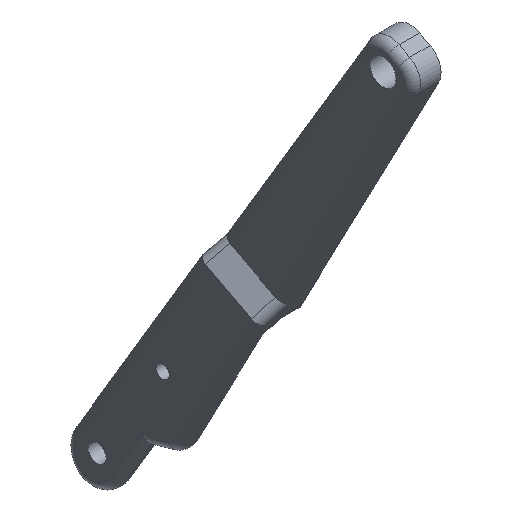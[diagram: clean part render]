
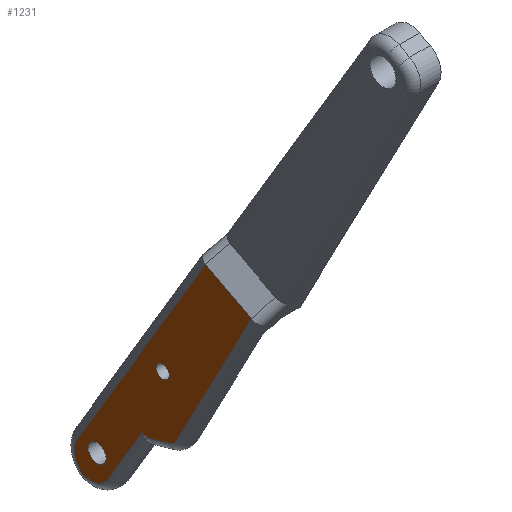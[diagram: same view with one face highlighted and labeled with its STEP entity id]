
A CAD part, isometric view. The second image highlights one B-rep face of the part: STEP entity #1231.
In plain terms, the highlighted planar face has unit normal (-1, 0, 0).
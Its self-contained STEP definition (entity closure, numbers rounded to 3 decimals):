
#37=FACE_BOUND('',#196,.T.);
#38=FACE_BOUND('',#197,.T.);
#65=PLANE('',#1357);
#116=FACE_OUTER_BOUND('',#195,.T.);
#195=EDGE_LOOP('',(#1004,#1005,#1006,#1007,#1008,#1009,#1010,#1011,#1012));
#196=EDGE_LOOP('',(#1013));
#197=EDGE_LOOP('',(#1014));
#305=LINE('',#2054,#413);
#306=LINE('',#2056,#414);
#307=LINE('',#2058,#415);
#308=LINE('',#2064,#416);
#309=LINE('',#2068,#417);
#413=VECTOR('',#1662,10.);
#414=VECTOR('',#1663,10.);
#415=VECTOR('',#1664,10.);
#416=VECTOR('',#1669,10.);
#417=VECTOR('',#1672,10.);
#478=CIRCLE('',#1346,1.6);
#479=CIRCLE('',#1349,2.2);
#484=CIRCLE('',#1358,5.);
#485=CIRCLE('',#1359,5.);
#486=CIRCLE('',#1360,3.);
#487=CIRCLE('',#1361,3.);
#577=VERTEX_POINT('',#2014);
#582=VERTEX_POINT('',#2027);
#591=VERTEX_POINT('',#2052);
#592=VERTEX_POINT('',#2053);
#593=VERTEX_POINT('',#2055);
#594=VERTEX_POINT('',#2057);
#595=VERTEX_POINT('',#2059);
#596=VERTEX_POINT('',#2061);
#597=VERTEX_POINT('',#2063);
#598=VERTEX_POINT('',#2065);
#599=VERTEX_POINT('',#2067);
#723=EDGE_CURVE('',#577,#577,#478,.T.);
#728=EDGE_CURVE('',#582,#582,#479,.T.);
#740=EDGE_CURVE('',#591,#592,#305,.T.);
#741=EDGE_CURVE('',#593,#591,#306,.T.);
#742=EDGE_CURVE('',#594,#593,#307,.T.);
#743=EDGE_CURVE('',#595,#594,#484,.T.);
#744=EDGE_CURVE('',#596,#595,#485,.T.);
#745=EDGE_CURVE('',#597,#596,#308,.T.);
#746=EDGE_CURVE('',#598,#597,#486,.T.);
#747=EDGE_CURVE('',#599,#598,#309,.T.);
#748=EDGE_CURVE('',#592,#599,#487,.T.);
#1004=ORIENTED_EDGE('',*,*,#740,.F.);
#1005=ORIENTED_EDGE('',*,*,#741,.F.);
#1006=ORIENTED_EDGE('',*,*,#742,.F.);
#1007=ORIENTED_EDGE('',*,*,#743,.F.);
#1008=ORIENTED_EDGE('',*,*,#744,.F.);
#1009=ORIENTED_EDGE('',*,*,#745,.F.);
#1010=ORIENTED_EDGE('',*,*,#746,.F.);
#1011=ORIENTED_EDGE('',*,*,#747,.F.);
#1012=ORIENTED_EDGE('',*,*,#748,.F.);
#1013=ORIENTED_EDGE('',*,*,#723,.T.);
#1014=ORIENTED_EDGE('',*,*,#728,.T.);
#1231=ADVANCED_FACE('',(#116,#37,#38),#65,.F.);
#1346=AXIS2_PLACEMENT_3D('',#2016,#1627,#1628);
#1349=AXIS2_PLACEMENT_3D('',#2028,#1637,#1638);
#1357=AXIS2_PLACEMENT_3D('',#2051,#1660,#1661);
#1358=AXIS2_PLACEMENT_3D('',#2060,#1665,#1666);
#1359=AXIS2_PLACEMENT_3D('',#2062,#1667,#1668);
#1360=AXIS2_PLACEMENT_3D('',#2066,#1670,#1671);
#1361=AXIS2_PLACEMENT_3D('',#2069,#1673,#1674);
#1627=DIRECTION('center_axis',(1.,0.,0.));
#1628=DIRECTION('ref_axis',(0.,0.,-1.));
#1637=DIRECTION('center_axis',(1.,0.,0.));
#1638=DIRECTION('ref_axis',(0.,0.,-1.));
#1660=DIRECTION('center_axis',(1.,0.,0.));
#1661=DIRECTION('ref_axis',(0.,0.,-1.));
#1662=DIRECTION('',(0.,0.465,-0.885));
#1663=DIRECTION('',(0.,-0.885,-0.465));
#1664=DIRECTION('',(0.,-0.511,0.859));
#1665=DIRECTION('center_axis',(1.,0.,0.));
#1666=DIRECTION('ref_axis',(0.,0.969,-0.246));
#1667=DIRECTION('center_axis',(1.,0.,0.));
#1668=DIRECTION('ref_axis',(0.,-0.323,-0.946));
#1669=DIRECTION('',(0.,0.511,-0.86));
#1670=DIRECTION('center_axis',(1.,0.,0.));
#1671=DIRECTION('ref_axis',(0.,-0.094,-0.996));
#1672=DIRECTION('',(0.,0.962,-0.275));
#1673=DIRECTION('center_axis',(1.,0.,0.));
#1674=DIRECTION('ref_axis',(0.,-0.631,-0.776));
#2014=CARTESIAN_POINT('',(-5.9,172.169,-51.734));
#2016=CARTESIAN_POINT('Origin',(-5.9,172.169,-53.334));
#2027=CARTESIAN_POINT('',(-5.9,188.231,-76.472));
#2028=CARTESIAN_POINT('Origin',(-5.9,188.231,-78.672));
#2051=CARTESIAN_POINT('Origin',(-5.9,167.171,-46.249));
#2052=CARTESIAN_POINT('',(-5.9,150.426,-31.289));
#2053=CARTESIAN_POINT('',(-5.9,168.792,-66.26));
#2054=CARTESIAN_POINT('',(-5.9,137.579,-6.826));
#2055=CARTESIAN_POINT('',(-5.9,161.697,-25.369));
#2056=CARTESIAN_POINT('',(-5.9,160.337,-26.083));
#2057=CARTESIAN_POINT('',(-5.9,193.13,-78.223));
#2058=CARTESIAN_POINT('',(-5.9,166.002,-32.608));
#2059=CARTESIAN_POINT('',(-5.9,191.526,-84.992));
#2060=CARTESIAN_POINT('Origin',(-5.9,188.833,-80.779));
#2061=CARTESIAN_POINT('',(-5.9,185.543,-82.839));
#2062=CARTESIAN_POINT('Origin',(-5.9,189.841,-80.284));
#2063=CARTESIAN_POINT('',(-5.9,177.174,-68.757));
#2064=CARTESIAN_POINT('',(-5.9,176.876,-68.256));
#2065=CARTESIAN_POINT('',(-5.9,174.953,-68.986));
#2066=CARTESIAN_POINT('Origin',(-5.9,175.777,-66.102));
#2067=CARTESIAN_POINT('',(-5.9,170.624,-67.75));
#2068=CARTESIAN_POINT('',(-5.9,165.159,-66.188));
#2069=CARTESIAN_POINT('Origin',(-5.9,171.448,-64.865));
